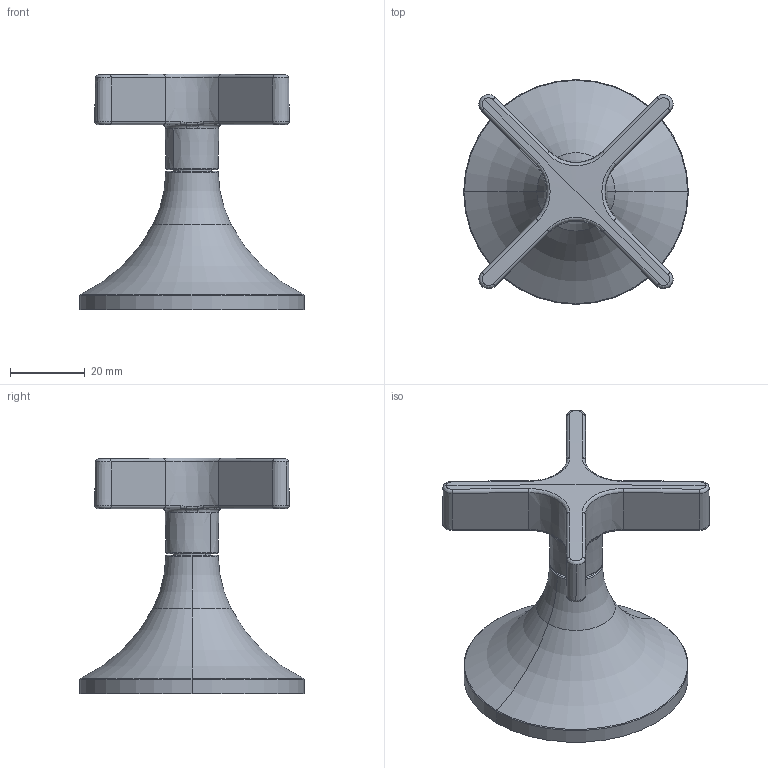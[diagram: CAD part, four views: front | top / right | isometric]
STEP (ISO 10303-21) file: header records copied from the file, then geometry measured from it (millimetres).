
FILE_DESCRIPTION (( 'STEP AP203' ), '1' );
FILE_NAME ('36607809-00.STEP', '2019-09-16T08:23:55', ( '' ), ( '' ), 'SwSTEP 2.0', 'SolidWorks 2017', '' );
FILE_SCHEMA (( 'CONFIG_CONTROL_DESIGN' ));
Length unit declared in the file: millimetre
Products named in the file (3): Planungsmodell_Rosette-+-09.27.80.010.90-01_K1_D60x37; Planungsmodell_Griff-+-09.20.80.010-01_K1; 36607809-00
Assembly tree (2 placements, depth 2):
  36607809-00
    Planungsmodell_Rosette-+-09.27.80.010.90-01_K1_D60x37
    Planungsmodell_Griff-+-09.20.80.010-01_K1
Bounding box: 60 x 60 x 63 mm (x, y, z)
Volume: 47701.8 mm3; surface area: 13216.8 mm2
Topology: 2 solids, 2 shells, 110 faces, 256 edges, 151 vertices
Faces by surface type: torus 44, bspline 24, plane 16, cylinder 12, cone 12, sphere 2
Entity records: 4885 total; most frequent: CARTESIAN_POINT 2138, DIRECTION 558, ORIENTED_EDGE 512, AXIS2_PLACEMENT_3D 259, EDGE_CURVE 256, CIRCLE 168, VERTEX_POINT 151, EDGE_LOOP 111
